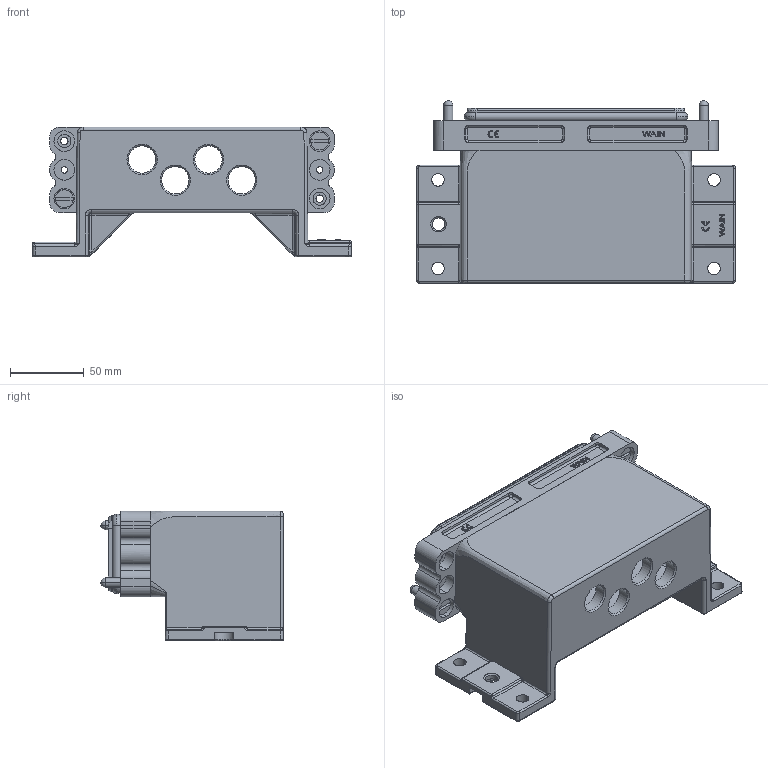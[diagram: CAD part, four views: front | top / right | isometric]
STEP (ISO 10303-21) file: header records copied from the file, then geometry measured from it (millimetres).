
FILE_DESCRIPTION(/* description */ (''),/* implementation_level */ '2;1');
FILE_NAME(/* name */ '3D_1136249301038_HP24B_H-BK-SE-4H-4M20_V1.1.stp',/* time_stamp */ '2024-02-04T09:25:29+08:00',/* author */ (''),/* organization */ (''),/* preprocessor_version */ 'ST-DEVELOPER v18.1',/* originating_system */ 'SIEMENS PLM Software NX 1980',/* authorisation */ '');
FILE_SCHEMA (('AUTOMOTIVE_DESIGN { 1 0 10303 214 3 1 1 1 }'));
Length unit declared in the file: millimetre
Products named in the file (1): 3D_1136249301006_HP24B_H-BK-SE-4H-M50_V1.0_stp
Bounding box: 215.98 x 123.5 x 88 mm (x, y, z)
Volume: 541020 mm3; surface area: 152376 mm2
Topology: 1 solids, 10 shells, 1093 faces, 2875 edges, 1840 vertices
Faces by surface type: plane 486, cylinder 340, cone 105, bspline 58, torus 54, sphere 26, extrusion 24
Full cylindrical faces by diameter (mm): 18.5 x4
Entity records: 40107 total; most frequent: CARTESIAN_POINT 15320, ORIENTED_EDGE 5670, DIRECTION 4299, EDGE_CURVE 2835, VERTEX_POINT 1832, AXIS2_PLACEMENT_3D 1485, VECTOR 1329, LINE 1305
